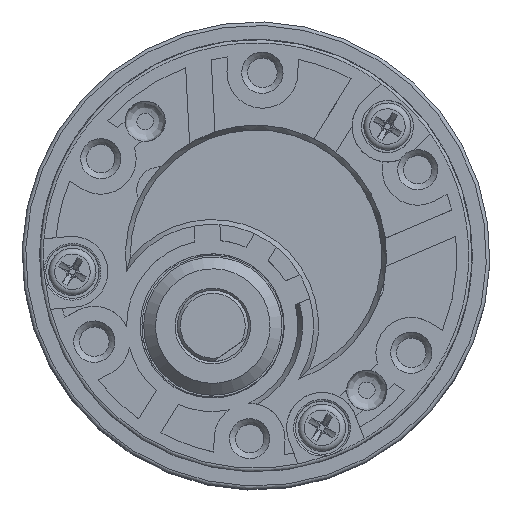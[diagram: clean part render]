
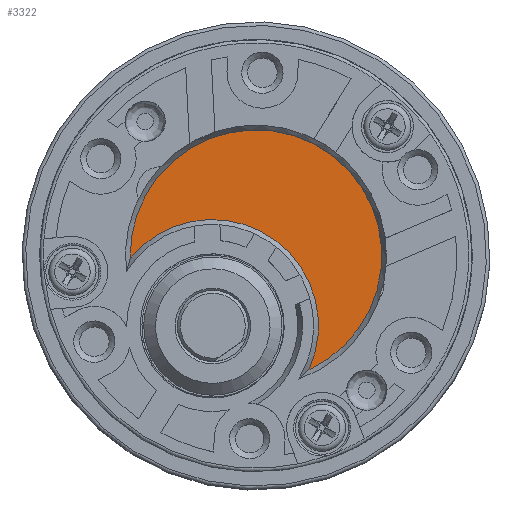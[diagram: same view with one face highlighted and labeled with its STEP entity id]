
A CAD part, top view. The second image highlights one B-rep face of the part: STEP entity #3322.
In plain terms, the highlighted planar face has unit normal (0, 0, 1).
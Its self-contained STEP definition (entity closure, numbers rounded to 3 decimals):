
#1857=FACE_OUTER_BOUND('',#6776,.T.);
#3322=ADVANCED_FACE('',(#1857),#4558,.T.);
#4558=PLANE('',#27294);
#6776=EDGE_LOOP('',(#11298,#11299));
#11298=ORIENTED_EDGE('',*,*,#18864,.F.);
#11299=ORIENTED_EDGE('',*,*,#18865,.T.);
#15966=VERTEX_POINT('',#41122);
#15967=VERTEX_POINT('',#41123);
#18864=EDGE_CURVE('',#15966,#15967,#21397,.T.);
#18865=EDGE_CURVE('',#15966,#15967,#21398,.T.);
#21397=CIRCLE('',#27292,9.);
#21398=CIRCLE('',#27293,10.65);
#27292=AXIS2_PLACEMENT_3D('',#41121,#33020,#33021);
#27293=AXIS2_PLACEMENT_3D('',#41124,#33022,#33023);
#27294=AXIS2_PLACEMENT_3D('',#41125,#33024,#33025);
#33020=DIRECTION('',(0.,0.,1.));
#33021=DIRECTION('',(-0.53,-0.848,0.));
#33022=DIRECTION('',(0.,0.,1.));
#33023=DIRECTION('',(-0.53,-0.848,0.));
#33024=DIRECTION('',(0.,0.,1.));
#33025=DIRECTION('',(-0.53,-0.848,0.));
#41121=CARTESIAN_POINT('',(-3.873,-5.973,62.2));
#41122=CARTESIAN_POINT('',(4.321,-9.696,62.2));
#41123=CARTESIAN_POINT('',(-10.812,-0.241,62.2));
#41124=CARTESIAN_POINT('',(-0.164,-0.036,62.2));
#41125=CARTESIAN_POINT('',(-2.018,-3.004,62.2));
